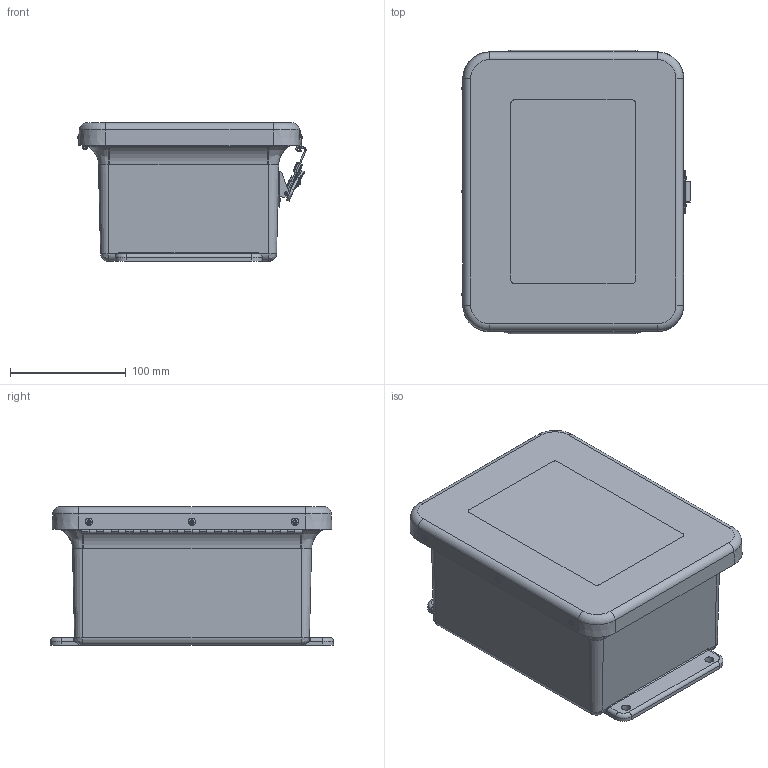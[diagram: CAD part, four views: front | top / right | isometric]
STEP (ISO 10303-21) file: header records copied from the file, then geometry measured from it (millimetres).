
FILE_DESCRIPTION(/* description */ (''),/* implementation_level */ '2;1');
FILE_NAME(/* name */ 'HW-J80604CHTLW.stp',/* time_stamp */ '2014-03-14T07:02:56-05:00',/* author */ ('pmescher'),/* organization */ (''),/* preprocessor_version */ 'ST-DEVELOPER v15.2',/* originating_system */ 'Autodesk Inventor 2014',/* authorisation */ '');
FILE_SCHEMA (('AUTOMOTIVE_DESIGN { 1 0 10303 214 3 1 1 }'));
Length unit declared in the file: inch
Products named in the file (28): J806HL_1; RMINS45821P_203; RMINS45821P_204; RMINS45821P_205; RMINS45821P_206; J806BHL; JW806HLCVR; GASKET_806; WINDOW_806; WP806HLU; RMRIV43; RMKEEPJLL150WT; RMHINGCOV7.5; RMHINGBOX7.5; RMHINGPIN7.5; RMHING7.5(J806); JONEA; JONEB; JONEC; JONED; JONEE; JONEF; JONEG; JONEH; JONEI; JONE; RMLATJLL150_18; JW806HLL_STP
Bounding box: 196.99 x 244.47 x 119.36 mm (x, y, z)
Volume: 806874.5 mm3; surface area: 412511.9 mm2
Topology: 32 solids, 32 shells, 786 faces, 1963 edges, 1267 vertices
Faces by surface type: plane 337, cylinder 302, bspline 55, torus 44, cone 43, sphere 5
Full cylindrical faces by diameter (mm): 2.159 x31, 2.4 x1, 2.7 x2, 3 x1, 3.175 x10, 3.25 x1, 3.302 x2, 3.327 x6, 3.5 x1, 3.556 x10, 3.861 x5, 3.962 x7, 4.2 x2, 4.609 x1, 4.618 x1, 4.7 x1, 4.9 x1, 5 x2, 5.3 x1, 5.537 x4, 6.35 x10, 6.858 x4, 13.3 x1, 13.5 x1
Entity records: 28736 total; most frequent: CARTESIAN_POINT 10234, DIRECTION 3903, ORIENTED_EDGE 3516, EDGE_CURVE 1758, AXIS2_PLACEMENT_3D 1487, VERTEX_POINT 1197, EDGE_LOOP 993, LINE 929
